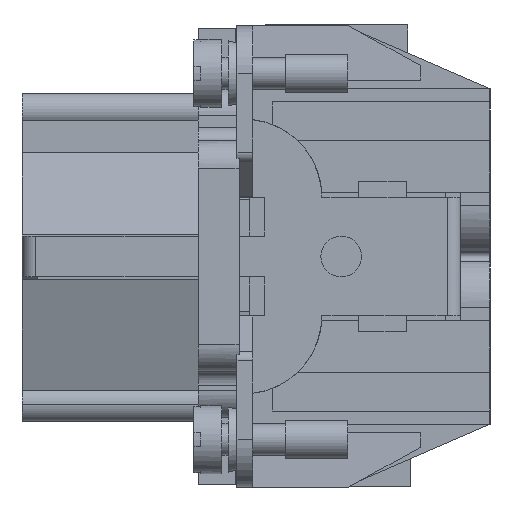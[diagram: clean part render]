
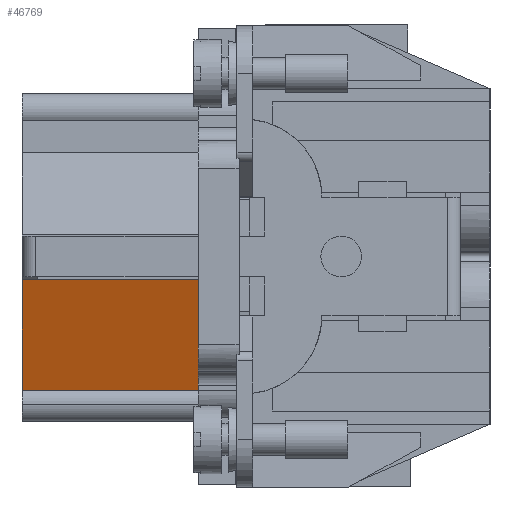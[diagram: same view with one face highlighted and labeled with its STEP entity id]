
A CAD part, left-side view. The second image highlights one B-rep face of the part: STEP entity #46769.
In plain terms, the highlighted planar face has unit normal (-0.941, 0, -0.338).
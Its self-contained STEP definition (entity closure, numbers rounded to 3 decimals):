
#25095 = FACE_OUTER_BOUND ( 'NONE', #33660, .T. ) ;
#25937 = PLANE ( 'NONE',  #26399 ) ;
#25938 = CARTESIAN_POINT ( 'NONE',  ( -42.251, 34.14, -9.878 ) ) ;
#25939 = DIRECTION ( 'NONE',  ( 0.941, 0., 0.338 ) ) ;
#25940 = DIRECTION ( 'NONE',  ( 0.338, 0., -0.941 ) ) ;
#26399 = AXIS2_PLACEMENT_3D ( 'NONE', #25938, #25939, #25940 ) ;
#27433 = VECTOR ( 'NONE', #31119, 1000. ) ;
#27436 = VECTOR ( 'NONE', #31125, 1000. ) ;
#27437 = VECTOR ( 'NONE', #31127, 1000. ) ;
#27438 = VECTOR ( 'NONE', #31129, 1000. ) ;
#29511 = LINE ( 'NONE', #31118, #27433 ) ;
#29514 = LINE ( 'NONE', #31124, #27436 ) ;
#29515 = LINE ( 'NONE', #31126, #27437 ) ;
#29516 = LINE ( 'NONE', #31128, #27438 ) ;
#31118 = CARTESIAN_POINT ( 'NONE',  ( -42.251, 34.14, -9.878 ) ) ;
#31119 = DIRECTION ( 'NONE',  ( 0., -1., 0. ) ) ;
#31124 = CARTESIAN_POINT ( 'NONE',  ( -45.185, 34.14, -1.708 ) ) ;
#31125 = DIRECTION ( 'NONE',  ( 0., -1., 0. ) ) ;
#31126 = CARTESIAN_POINT ( 'NONE',  ( -42.251, 21.14, -9.878 ) ) ;
#31127 = DIRECTION ( 'NONE',  ( -0.338, 0., 0.941 ) ) ;
#31128 = CARTESIAN_POINT ( 'NONE',  ( -42.251, 34.14, -9.878 ) ) ;
#31129 = DIRECTION ( 'NONE',  ( -0.338, 0., 0.941 ) ) ;
#33010 = VERTEX_POINT ( 'NONE', #46981 ) ;
#33011 = VERTEX_POINT ( 'NONE', #46983 ) ;
#33013 = VERTEX_POINT ( 'NONE', #46986 ) ;
#33014 = VERTEX_POINT ( 'NONE', #46988 ) ;
#33660 = EDGE_LOOP ( 'NONE', ( #34640, #34642, #34641, #34643 ) ) ;
#34640 = ORIENTED_EDGE ( 'NONE', *, *, #48087, .T. ) ;
#34641 = ORIENTED_EDGE ( 'NONE', *, *, #48089, .F. ) ;
#34642 = ORIENTED_EDGE ( 'NONE', *, *, #48085, .F. ) ;
#34643 = ORIENTED_EDGE ( 'NONE', *, *, #48079, .T. ) ;
#46769 = ADVANCED_FACE ( 'NONE', ( #25095 ), #25937, .F. ) ;
#46981 = CARTESIAN_POINT ( 'NONE',  ( -42.251, 21.14, -9.878 ) ) ;
#46983 = CARTESIAN_POINT ( 'NONE',  ( -42.251, 34.14, -9.878 ) ) ;
#46986 = CARTESIAN_POINT ( 'NONE',  ( -45.185, 21.14, -1.708 ) ) ;
#46988 = CARTESIAN_POINT ( 'NONE',  ( -45.185, 34.14, -1.708 ) ) ;
#48079 = EDGE_CURVE ( 'NONE', #33011, #33010, #29511, .T. ) ;
#48085 = EDGE_CURVE ( 'NONE', #33014, #33013, #29514, .T. ) ;
#48087 = EDGE_CURVE ( 'NONE', #33010, #33013, #29515, .T. ) ;
#48089 = EDGE_CURVE ( 'NONE', #33011, #33014, #29516, .T. ) ;
